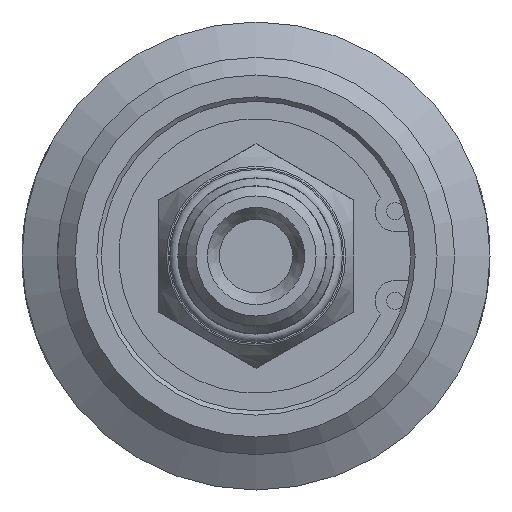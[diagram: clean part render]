
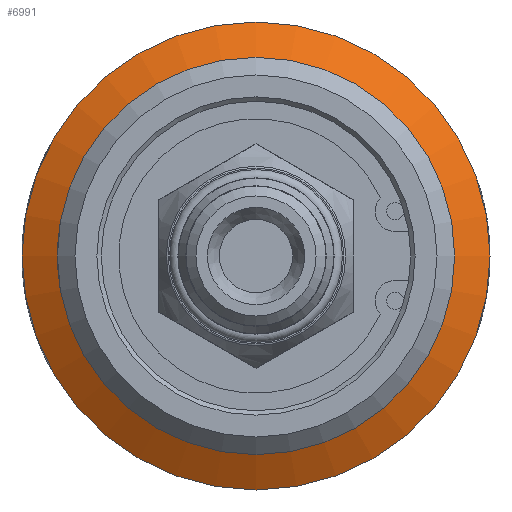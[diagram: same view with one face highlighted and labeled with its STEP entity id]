
A CAD part, left-side view. The second image highlights one B-rep face of the part: STEP entity #6991.
In plain terms, the highlighted conical face has half-angle 60 degrees and reference radius 24.5 mm.
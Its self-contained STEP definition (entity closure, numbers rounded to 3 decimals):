
#911=LINE('',#9187,#1312);
#1312=VECTOR('',#7895,24.5);
#1713=CONICAL_SURFACE('',#7434,24.5,1.047);
#1733=FACE_OUTER_BOUND('',#2151,.T.);
#2151=EDGE_LOOP('',(#4719,#4720,#4721,#4722,#4723,#4724));
#2625=CIRCLE('',#7435,26.5);
#2626=CIRCLE('',#7436,26.5);
#2627=CIRCLE('',#7437,22.5);
#2628=CIRCLE('',#7438,22.5);
#2875=VERTEX_POINT('',#9182);
#2876=VERTEX_POINT('',#9183);
#2877=VERTEX_POINT('',#9186);
#2878=VERTEX_POINT('',#9188);
#3615=EDGE_CURVE('',#2875,#2876,#2625,.T.);
#3616=EDGE_CURVE('',#2876,#2875,#2626,.T.);
#3617=EDGE_CURVE('',#2876,#2877,#911,.T.);
#3618=EDGE_CURVE('',#2877,#2878,#2627,.T.);
#3619=EDGE_CURVE('',#2878,#2877,#2628,.T.);
#4719=ORIENTED_EDGE('',*,*,#3615,.F.);
#4720=ORIENTED_EDGE('',*,*,#3616,.F.);
#4721=ORIENTED_EDGE('',*,*,#3617,.T.);
#4722=ORIENTED_EDGE('',*,*,#3618,.T.);
#4723=ORIENTED_EDGE('',*,*,#3619,.T.);
#4724=ORIENTED_EDGE('',*,*,#3617,.F.);
#6991=ADVANCED_FACE('',(#1733),#1713,.T.);
#7434=AXIS2_PLACEMENT_3D('',#9181,#7889,#7890);
#7435=AXIS2_PLACEMENT_3D('',#9184,#7891,#7892);
#7436=AXIS2_PLACEMENT_3D('',#9185,#7893,#7894);
#7437=AXIS2_PLACEMENT_3D('',#9189,#7896,#7897);
#7438=AXIS2_PLACEMENT_3D('',#9190,#7898,#7899);
#7889=DIRECTION('center_axis',(1.,0.,0.));
#7890=DIRECTION('ref_axis',(0.,1.,0.));
#7891=DIRECTION('center_axis',(1.,0.,0.));
#7892=DIRECTION('ref_axis',(0.,1.,0.));
#7893=DIRECTION('center_axis',(1.,0.,0.));
#7894=DIRECTION('ref_axis',(0.,1.,0.));
#7895=DIRECTION('',(-0.5,0.866,0.));
#7896=DIRECTION('center_axis',(1.,0.,0.));
#7897=DIRECTION('ref_axis',(0.,1.,0.));
#7898=DIRECTION('center_axis',(1.,0.,0.));
#7899=DIRECTION('ref_axis',(0.,1.,0.));
#9181=CARTESIAN_POINT('Origin',(21.355,0.,0.));
#9182=CARTESIAN_POINT('',(22.509,26.5,0.));
#9183=CARTESIAN_POINT('',(22.509,-26.5,0.));
#9184=CARTESIAN_POINT('Origin',(22.509,0.,0.));
#9185=CARTESIAN_POINT('Origin',(22.509,0.,0.));
#9186=CARTESIAN_POINT('',(20.2,-22.5,0.));
#9187=CARTESIAN_POINT('',(21.355,-24.5,0.));
#9188=CARTESIAN_POINT('',(20.2,22.5,0.));
#9189=CARTESIAN_POINT('Origin',(20.2,0.,0.));
#9190=CARTESIAN_POINT('Origin',(20.2,0.,0.));
